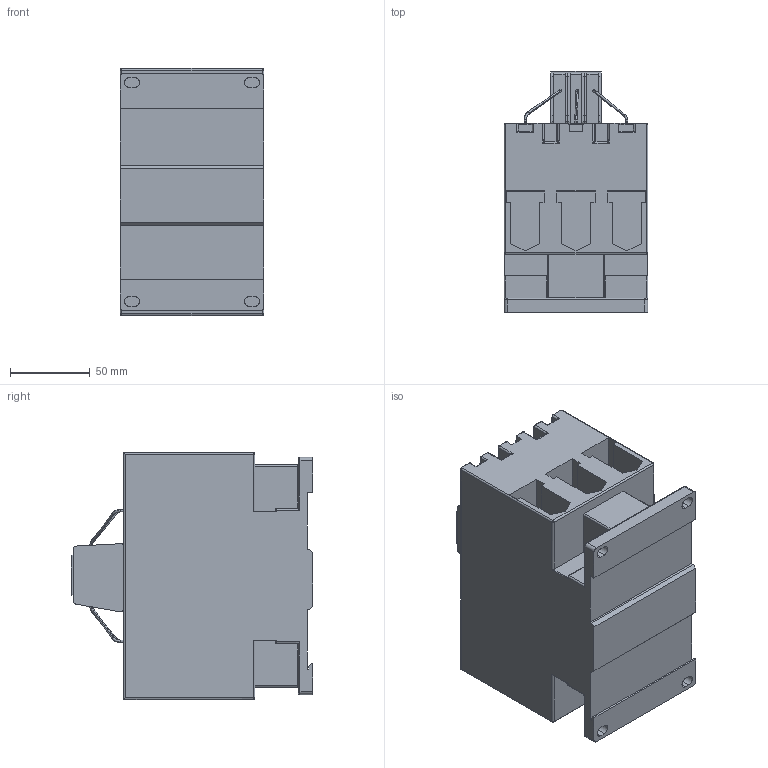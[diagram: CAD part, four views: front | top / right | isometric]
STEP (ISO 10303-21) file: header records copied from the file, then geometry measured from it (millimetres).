
FILE_DESCRIPTION (( 'STEP AP203' ), '1' );
FILE_NAME ('K3-90K00.STEP', '2013-03-11T12:38:15', ( 'edv' ), ( '' ), 'SwSTEP 2.0', 'SolidWorks 2013', '' );
FILE_SCHEMA (( 'CONFIG_CONTROL_DESIGN' ));
Length unit declared in the file: millimetre
Products named in the file (10): K3-90K00; HA10KM-50; Teil7^K3-90K00; Teil8^K3-90K00; Teil9^K3-90K00; Teil10^K3-90K00; Teil11^K3-90K00; Teil12^K3-90K00; Teil16^K3-90K00; Schütz K3-90
Assembly tree (11 placements, depth 2):
  K3-90K00
    Schütz K3-90
    HA10KM-50  x3
    Teil7^K3-90K00
    Teil8^K3-90K00
    Teil9^K3-90K00
    Teil10^K3-90K00
    Teil11^K3-90K00
    Teil12^K3-90K00
    Teil16^K3-90K00
Bounding box: 90 x 151.11 x 154.6 mm (x, y, z)
Volume: 1380408.6 mm3; surface area: 144089 mm2
Topology: 11 solids, 11 shells, 981 faces, 2444 edges, 1468 vertices
Faces by surface type: cylinder 416, plane 403, torus 106, sphere 44, bspline 12
Entity records: 27218 total; most frequent: CARTESIAN_POINT 5035, DIRECTION 4656, ORIENTED_EDGE 4284, EDGE_CURVE 2142, AXIS2_PLACEMENT_3D 1709, VERTEX_POINT 1304, VECTOR 1238, LINE 1238
